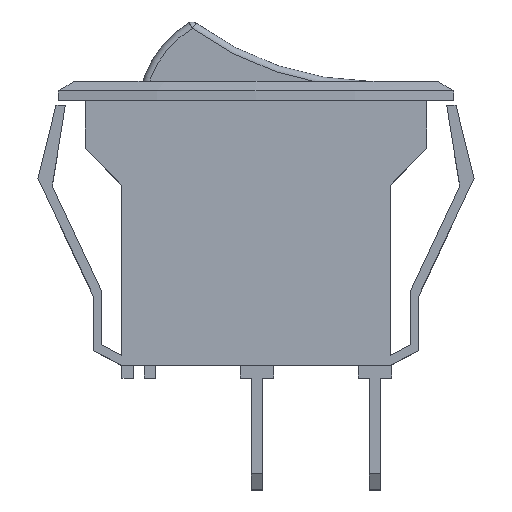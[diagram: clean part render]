
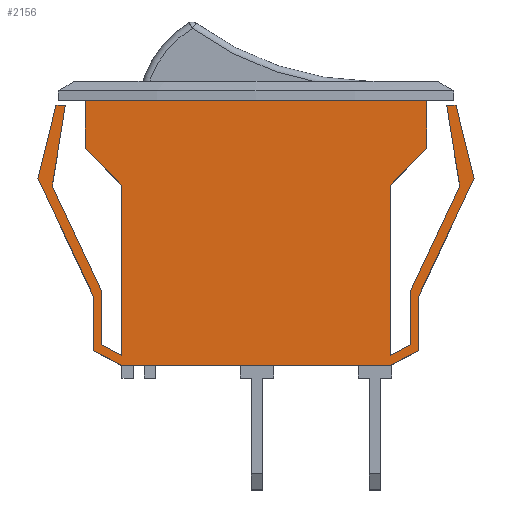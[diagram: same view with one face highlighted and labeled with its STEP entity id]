
A CAD part, top view. The second image highlights one B-rep face of the part: STEP entity #2156.
In plain terms, the highlighted planar face has unit normal (0, 0, 1).
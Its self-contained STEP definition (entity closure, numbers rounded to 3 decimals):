
#155=FACE_OUTER_BOUND('',#281,.T.);
#281=EDGE_LOOP('',(#1597,#1598,#1599,#1600,#1601,#1602,#1603,#1604,#1605,
#1606,#1607,#1608,#1609,#1610,#1611,#1612,#1613,#1614,#1615,#1616,#1617,
#1618,#1619,#1620,#1621,#1622));
#385=LINE('',#3040,#644);
#427=LINE('',#3129,#686);
#432=LINE('',#3138,#691);
#458=LINE('',#3195,#717);
#486=LINE('',#3310,#745);
#487=LINE('',#3312,#746);
#488=LINE('',#3314,#747);
#489=LINE('',#3316,#748);
#490=LINE('',#3318,#749);
#491=LINE('',#3320,#750);
#492=LINE('',#3322,#751);
#493=LINE('',#3324,#752);
#494=LINE('',#3326,#753);
#495=LINE('',#3328,#754);
#496=LINE('',#3330,#755);
#497=LINE('',#3332,#756);
#498=LINE('',#3333,#757);
#499=LINE('',#3335,#758);
#500=LINE('',#3337,#759);
#501=LINE('',#3339,#760);
#502=LINE('',#3341,#761);
#503=LINE('',#3343,#762);
#504=LINE('',#3345,#763);
#505=LINE('',#3347,#764);
#506=LINE('',#3349,#765);
#507=LINE('',#3350,#766);
#644=VECTOR('',#2432,21.336);
#686=VECTOR('',#2496,13.566);
#691=VECTOR('',#2503,4.131);
#717=VECTOR('',#2537,27.178);
#745=VECTOR('',#2623,3.81);
#746=VECTOR('',#2624,3.81);
#747=VECTOR('',#2625,4.131);
#748=VECTOR('',#2626,13.566);
#749=VECTOR('',#2627,1.851);
#750=VECTOR('',#2628,4.337);
#751=VECTOR('',#2629,9.163);
#752=VECTOR('',#2630,6.509);
#753=VECTOR('',#2631,0.743);
#754=VECTOR('',#2632,6.003);
#755=VECTOR('',#2633,10.426);
#756=VECTOR('',#2634,4.258);
#757=VECTOR('',#2635,2.533);
#758=VECTOR('',#2636,2.533);
#759=VECTOR('',#2637,4.258);
#760=VECTOR('',#2638,10.426);
#761=VECTOR('',#2639,6.003);
#762=VECTOR('',#2640,0.743);
#763=VECTOR('',#2641,6.509);
#764=VECTOR('',#2642,9.163);
#765=VECTOR('',#2643,4.337);
#766=VECTOR('',#2644,1.851);
#903=VERTEX_POINT('',#3037);
#904=VERTEX_POINT('',#3039);
#939=VERTEX_POINT('',#3126);
#940=VERTEX_POINT('',#3128);
#943=VERTEX_POINT('',#3136);
#969=VERTEX_POINT('',#3193);
#970=VERTEX_POINT('',#3194);
#1001=VERTEX_POINT('',#3311);
#1002=VERTEX_POINT('',#3313);
#1003=VERTEX_POINT('',#3315);
#1004=VERTEX_POINT('',#3317);
#1005=VERTEX_POINT('',#3319);
#1006=VERTEX_POINT('',#3321);
#1007=VERTEX_POINT('',#3323);
#1008=VERTEX_POINT('',#3325);
#1009=VERTEX_POINT('',#3327);
#1010=VERTEX_POINT('',#3329);
#1011=VERTEX_POINT('',#3331);
#1012=VERTEX_POINT('',#3334);
#1013=VERTEX_POINT('',#3336);
#1014=VERTEX_POINT('',#3338);
#1015=VERTEX_POINT('',#3340);
#1016=VERTEX_POINT('',#3342);
#1017=VERTEX_POINT('',#3344);
#1018=VERTEX_POINT('',#3346);
#1019=VERTEX_POINT('',#3348);
#1105=EDGE_CURVE('',#904,#903,#385,.T.);
#1149=EDGE_CURVE('',#940,#939,#427,.T.);
#1154=EDGE_CURVE('',#943,#939,#432,.T.);
#1182=EDGE_CURVE('',#969,#970,#458,.T.);
#1228=EDGE_CURVE('',#969,#943,#486,.T.);
#1229=EDGE_CURVE('',#1001,#970,#487,.T.);
#1230=EDGE_CURVE('',#1002,#1001,#488,.T.);
#1231=EDGE_CURVE('',#1002,#1003,#489,.T.);
#1232=EDGE_CURVE('',#1004,#1003,#490,.T.);
#1233=EDGE_CURVE('',#1005,#1004,#491,.T.);
#1234=EDGE_CURVE('',#1006,#1005,#492,.T.);
#1235=EDGE_CURVE('',#1007,#1006,#493,.T.);
#1236=EDGE_CURVE('',#1008,#1007,#494,.T.);
#1237=EDGE_CURVE('',#1009,#1008,#495,.T.);
#1238=EDGE_CURVE('',#1010,#1009,#496,.T.);
#1239=EDGE_CURVE('',#1011,#1010,#497,.T.);
#1240=EDGE_CURVE('',#904,#1011,#498,.T.);
#1241=EDGE_CURVE('',#1012,#903,#499,.T.);
#1242=EDGE_CURVE('',#1013,#1012,#500,.T.);
#1243=EDGE_CURVE('',#1014,#1013,#501,.T.);
#1244=EDGE_CURVE('',#1015,#1014,#502,.T.);
#1245=EDGE_CURVE('',#1016,#1015,#503,.T.);
#1246=EDGE_CURVE('',#1017,#1016,#504,.T.);
#1247=EDGE_CURVE('',#1018,#1017,#505,.T.);
#1248=EDGE_CURVE('',#1019,#1018,#506,.T.);
#1249=EDGE_CURVE('',#940,#1019,#507,.T.);
#1597=ORIENTED_EDGE('',*,*,#1149,.T.);
#1598=ORIENTED_EDGE('',*,*,#1154,.F.);
#1599=ORIENTED_EDGE('',*,*,#1228,.F.);
#1600=ORIENTED_EDGE('',*,*,#1182,.T.);
#1601=ORIENTED_EDGE('',*,*,#1229,.F.);
#1602=ORIENTED_EDGE('',*,*,#1230,.F.);
#1603=ORIENTED_EDGE('',*,*,#1231,.T.);
#1604=ORIENTED_EDGE('',*,*,#1232,.F.);
#1605=ORIENTED_EDGE('',*,*,#1233,.F.);
#1606=ORIENTED_EDGE('',*,*,#1234,.F.);
#1607=ORIENTED_EDGE('',*,*,#1235,.F.);
#1608=ORIENTED_EDGE('',*,*,#1236,.F.);
#1609=ORIENTED_EDGE('',*,*,#1237,.F.);
#1610=ORIENTED_EDGE('',*,*,#1238,.F.);
#1611=ORIENTED_EDGE('',*,*,#1239,.F.);
#1612=ORIENTED_EDGE('',*,*,#1240,.F.);
#1613=ORIENTED_EDGE('',*,*,#1105,.T.);
#1614=ORIENTED_EDGE('',*,*,#1241,.F.);
#1615=ORIENTED_EDGE('',*,*,#1242,.F.);
#1616=ORIENTED_EDGE('',*,*,#1243,.F.);
#1617=ORIENTED_EDGE('',*,*,#1244,.F.);
#1618=ORIENTED_EDGE('',*,*,#1245,.F.);
#1619=ORIENTED_EDGE('',*,*,#1246,.F.);
#1620=ORIENTED_EDGE('',*,*,#1247,.F.);
#1621=ORIENTED_EDGE('',*,*,#1248,.F.);
#1622=ORIENTED_EDGE('',*,*,#1249,.F.);
#2057=PLANE('',#2295);
#2156=ADVANCED_FACE('',(#155),#2057,.F.);
#2295=AXIS2_PLACEMENT_3D('',#3309,#2621,#2622);
#2432=DIRECTION('',(1.,0.,0.));
#2496=DIRECTION('',(0.,1.,0.));
#2503=DIRECTION('',(-0.707,-0.707,0.));
#2537=DIRECTION('',(-1.,0.,0.));
#2621=DIRECTION('center_axis',(0.,0.,-1.));
#2622=DIRECTION('ref_axis',(-1.,0.,0.));
#2623=DIRECTION('',(0.,-1.,0.));
#2624=DIRECTION('',(0.,1.,0.));
#2625=DIRECTION('',(-0.707,0.707,0.));
#2626=DIRECTION('',(0.,-1.,0.));
#2627=DIRECTION('',(0.885,-0.466,0.));
#2628=DIRECTION('',(0.,-1.,0.));
#2629=DIRECTION('',(0.426,-0.905,0.));
#2630=DIRECTION('',(-0.158,-0.987,0.));
#2631=DIRECTION('',(1.,0.,0.));
#2632=DIRECTION('',(0.238,0.971,0.));
#2633=DIRECTION('',(-0.426,0.905,0.));
#2634=DIRECTION('',(0.,1.,0.));
#2635=DIRECTION('',(-0.885,0.466,0.));
#2636=DIRECTION('',(-0.885,-0.466,0.));
#2637=DIRECTION('',(0.,-1.,0.));
#2638=DIRECTION('',(-0.426,-0.905,0.));
#2639=DIRECTION('',(0.238,-0.971,0.));
#2640=DIRECTION('',(1.,0.,0.));
#2641=DIRECTION('',(-0.158,0.987,0.));
#2642=DIRECTION('',(0.426,0.905,0.));
#2643=DIRECTION('',(0.,1.,0.));
#2644=DIRECTION('',(0.885,0.466,0.));
#3037=CARTESIAN_POINT('',(10.668,-21.082,6.096));
#3039=CARTESIAN_POINT('',(-10.668,-21.082,6.096));
#3040=CARTESIAN_POINT('',(-10.668,-21.082,6.096));
#3126=CARTESIAN_POINT('',(10.668,-6.731,6.096));
#3128=CARTESIAN_POINT('',(10.668,-20.297,6.096));
#3129=CARTESIAN_POINT('',(10.668,-20.297,6.096));
#3136=CARTESIAN_POINT('',(13.589,-3.81,6.096));
#3138=CARTESIAN_POINT('',(13.589,-3.81,6.096));
#3193=CARTESIAN_POINT('',(13.589,0.,6.096));
#3194=CARTESIAN_POINT('',(-13.589,0.,6.096));
#3195=CARTESIAN_POINT('',(13.589,0.,6.096));
#3309=CARTESIAN_POINT('Origin',(10.668,-21.082,6.096));
#3310=CARTESIAN_POINT('',(13.589,0.,6.096));
#3311=CARTESIAN_POINT('',(-13.589,-3.81,6.096));
#3312=CARTESIAN_POINT('',(-13.589,-3.81,6.096));
#3313=CARTESIAN_POINT('',(-10.668,-6.731,6.096));
#3314=CARTESIAN_POINT('',(-10.668,-6.731,6.096));
#3315=CARTESIAN_POINT('',(-10.668,-20.297,6.096));
#3316=CARTESIAN_POINT('',(-10.668,-6.731,6.096));
#3317=CARTESIAN_POINT('',(-12.305,-19.435,6.096));
#3318=CARTESIAN_POINT('',(-12.305,-19.435,6.096));
#3319=CARTESIAN_POINT('',(-12.305,-15.097,6.096));
#3320=CARTESIAN_POINT('',(-12.305,-15.097,6.096));
#3321=CARTESIAN_POINT('',(-16.211,-6.808,6.096));
#3322=CARTESIAN_POINT('',(-16.211,-6.808,6.096));
#3323=CARTESIAN_POINT('',(-15.18,-0.381,6.096));
#3324=CARTESIAN_POINT('',(-15.18,-0.381,6.096));
#3325=CARTESIAN_POINT('',(-15.923,-0.381,6.096));
#3326=CARTESIAN_POINT('',(-15.923,-0.381,6.096));
#3327=CARTESIAN_POINT('',(-17.353,-6.212,6.096));
#3328=CARTESIAN_POINT('',(-17.353,-6.212,6.096));
#3329=CARTESIAN_POINT('',(-12.91,-15.643,6.096));
#3330=CARTESIAN_POINT('',(-12.91,-15.643,6.096));
#3331=CARTESIAN_POINT('',(-12.91,-19.901,6.096));
#3332=CARTESIAN_POINT('',(-12.91,-19.901,6.096));
#3333=CARTESIAN_POINT('',(-10.668,-21.082,6.096));
#3334=CARTESIAN_POINT('',(12.91,-19.901,6.096));
#3335=CARTESIAN_POINT('',(12.91,-19.901,6.096));
#3336=CARTESIAN_POINT('',(12.91,-15.643,6.096));
#3337=CARTESIAN_POINT('',(12.91,-15.643,6.096));
#3338=CARTESIAN_POINT('',(17.353,-6.212,6.096));
#3339=CARTESIAN_POINT('',(17.353,-6.212,6.096));
#3340=CARTESIAN_POINT('',(15.923,-0.381,6.096));
#3341=CARTESIAN_POINT('',(15.923,-0.381,6.096));
#3342=CARTESIAN_POINT('',(15.18,-0.381,6.096));
#3343=CARTESIAN_POINT('',(15.18,-0.381,6.096));
#3344=CARTESIAN_POINT('',(16.211,-6.808,6.096));
#3345=CARTESIAN_POINT('',(16.211,-6.808,6.096));
#3346=CARTESIAN_POINT('',(12.305,-15.097,6.096));
#3347=CARTESIAN_POINT('',(12.305,-15.097,6.096));
#3348=CARTESIAN_POINT('',(12.305,-19.435,6.096));
#3349=CARTESIAN_POINT('',(12.305,-19.435,6.096));
#3350=CARTESIAN_POINT('',(10.668,-20.297,6.096));
